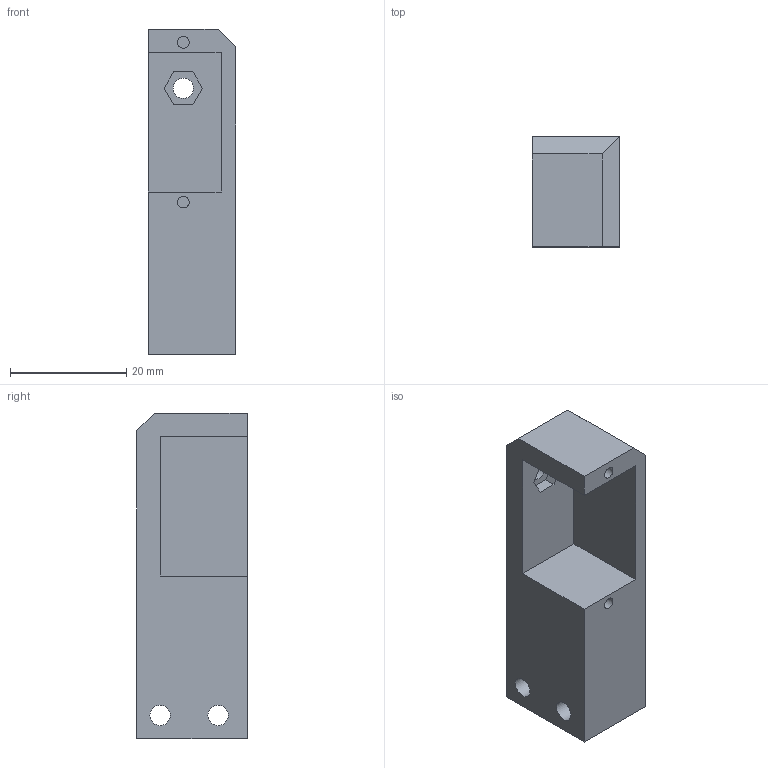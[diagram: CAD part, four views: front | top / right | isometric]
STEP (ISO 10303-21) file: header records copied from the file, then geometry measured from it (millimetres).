
FILE_DESCRIPTION(('FreeCAD Model'),'2;1');
FILE_NAME('leftArm.step' ,'2016-02-18T10:14:20',('Author'),(''), 'Open CASCADE STEP processor 6.8','FreeCAD','Unknown');
FILE_SCHEMA(('AUTOMOTIVE_DESIGN_CC2 { 1 2 10303 214 -1 1 5 4 }'));
Length unit declared in the file: millimetre
Products named in the file (1): left-arm
Bounding box: 15 x 19 x 56 mm (x, y, z)
Volume: 10857.3 mm3; surface area: 5202.7 mm2
Topology: 1 solids, 1 shells, 26 faces, 62 edges, 41 vertices
Faces by surface type: plane 21, cylinder 5
Full cylindrical faces by diameter (mm): 2 x2, 3.5 x3
Entity records: 1572 total; most frequent: CARTESIAN_POINT 296, DIRECTION 223, LINE 142, VECTOR 142, ORIENTED_EDGE 124, PCURVE 124, DEFINITIONAL_REPRESENTATION 124, EDGE_CURVE 62
